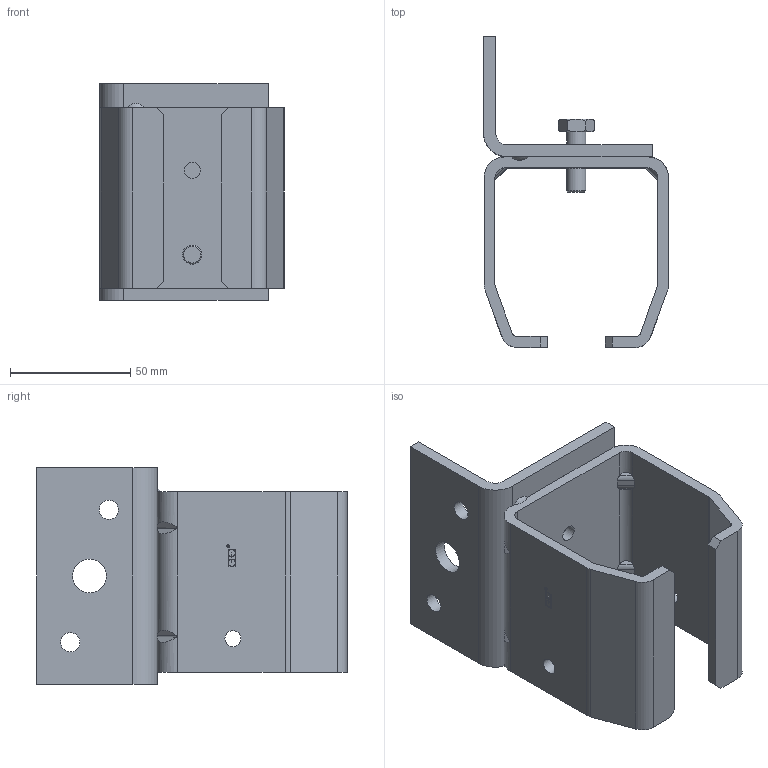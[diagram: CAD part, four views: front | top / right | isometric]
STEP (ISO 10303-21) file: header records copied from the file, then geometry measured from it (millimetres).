
FILE_DESCRIPTION(/* description */ (''),/* implementation_level */ '2;1');
FILE_NAME(/* name */ 'Pièce1.stp',/* time_stamp */ '2018-07-24T16:08:54+02:00',/* author */ ('Giuliano'),/* organization */ (''),/* preprocessor_version */ 'ST-DEVELOPER v16.5',/* originating_system */ 'Autodesk Inventor 2017',/* authorisation */ '');
FILE_SCHEMA (('AUTOMOTIVE_DESIGN { 1 0 10303 214 3 1 1 }'));
Length unit declared in the file: millimetre
Products named in the file (1): Pièce1
Bounding box: 76.75 x 129 x 90 mm (x, y, z)
Volume: 132969.4 mm3; surface area: 54961.4 mm2
Topology: 1 solids, 1 shells, 224 faces, 590 edges, 392 vertices
Faces by surface type: plane 134, cylinder 53, bspline 33, torus 2, cone 1, sphere 1
Full cylindrical faces by diameter (mm): 1.151 x1, 1.25 x1, 6.647 x3, 8 x4, 10 x1, 14 x1
Entity records: 7650 total; most frequent: CARTESIAN_POINT 2074, ORIENTED_EDGE 1146, DIRECTION 966, EDGE_CURVE 573, VERTEX_POINT 389, LINE 360, VECTOR 360, AXIS2_PLACEMENT_3D 303
